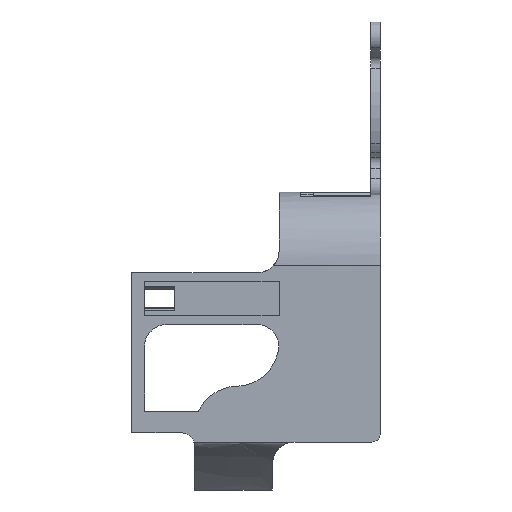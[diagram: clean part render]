
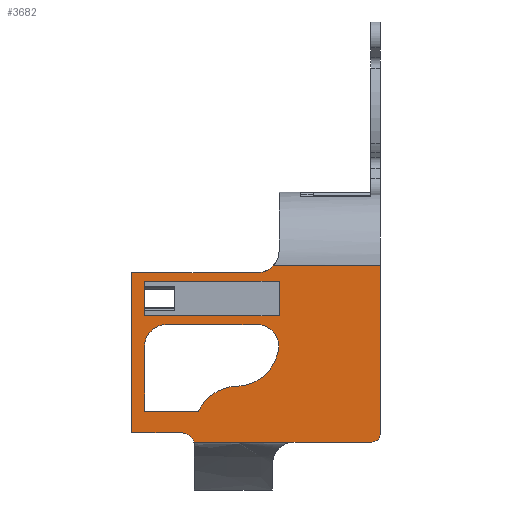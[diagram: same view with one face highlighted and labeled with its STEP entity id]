
A CAD part, left-side view. The second image highlights one B-rep face of the part: STEP entity #3682.
In plain terms, the highlighted planar face has unit normal (-1, 0, 0).
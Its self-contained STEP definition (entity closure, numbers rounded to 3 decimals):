
#28=B_SPLINE_CURVE_WITH_KNOTS('',3,(#5480,#5481,#5482,#5483),
 .UNSPECIFIED.,.F.,.F.,(4,4),(-0.007,0.),
 .UNSPECIFIED.);
#65=FACE_BOUND('',#408,.T.);
#66=FACE_BOUND('',#409,.T.);
#98=PLANE('',#3911);
#212=FACE_OUTER_BOUND('',#407,.T.);
#407=EDGE_LOOP('',(#2572,#2573,#2574,#2575,#2576,#2577,#2578,#2579,#2580,
#2581,#2582));
#408=EDGE_LOOP('',(#2583,#2584,#2585,#2586,#2587,#2588,#2589,#2590));
#409=EDGE_LOOP('',(#2591,#2592,#2593,#2594));
#604=LINE('',#5273,#979);
#615=LINE('',#5303,#990);
#642=LINE('',#5412,#1017);
#666=LINE('',#5477,#1041);
#667=LINE('',#5478,#1042);
#668=LINE('',#5485,#1043);
#669=LINE('',#5487,#1044);
#670=LINE('',#5491,#1045);
#671=LINE('',#5493,#1046);
#672=LINE('',#5496,#1047);
#673=LINE('',#5498,#1048);
#674=LINE('',#5506,#1049);
#675=LINE('',#5508,#1050);
#676=LINE('',#5510,#1051);
#677=LINE('',#5511,#1052);
#979=VECTOR('',#4220,10.);
#990=VECTOR('',#4247,10.);
#1017=VECTOR('',#4308,10.);
#1041=VECTOR('',#4358,10.);
#1042=VECTOR('',#4359,10.);
#1043=VECTOR('',#4360,10.);
#1044=VECTOR('',#4361,10.);
#1045=VECTOR('',#4364,10.);
#1046=VECTOR('',#4365,10.);
#1047=VECTOR('',#4368,10.);
#1048=VECTOR('',#4369,10.);
#1049=VECTOR('',#4376,10.);
#1050=VECTOR('',#4377,10.);
#1051=VECTOR('',#4378,10.);
#1052=VECTOR('',#4379,10.);
#1352=CIRCLE('',#3871,5.);
#1360=CIRCLE('',#3886,3.);
#1375=CIRCLE('',#3912,2.);
#1376=CIRCLE('',#3913,5.);
#1377=CIRCLE('',#3914,5.);
#1378=CIRCLE('',#3915,10.);
#1379=CIRCLE('',#3916,10.);
#1506=VERTEX_POINT('',#5263);
#1507=VERTEX_POINT('',#5264);
#1510=VERTEX_POINT('',#5272);
#1521=VERTEX_POINT('',#5302);
#1527=VERTEX_POINT('',#5318);
#1528=VERTEX_POINT('',#5319);
#1554=VERTEX_POINT('',#5410);
#1581=VERTEX_POINT('',#5475);
#1582=VERTEX_POINT('',#5476);
#1583=VERTEX_POINT('',#5479);
#1584=VERTEX_POINT('',#5484);
#1585=VERTEX_POINT('',#5486);
#1586=VERTEX_POINT('',#5488);
#1587=VERTEX_POINT('',#5490);
#1588=VERTEX_POINT('',#5492);
#1589=VERTEX_POINT('',#5494);
#1590=VERTEX_POINT('',#5497);
#1591=VERTEX_POINT('',#5499);
#1592=VERTEX_POINT('',#5501);
#1593=VERTEX_POINT('',#5504);
#1594=VERTEX_POINT('',#5505);
#1595=VERTEX_POINT('',#5507);
#1596=VERTEX_POINT('',#5509);
#1884=EDGE_CURVE('',#1506,#1507,#1352,.T.);
#1888=EDGE_CURVE('',#1510,#1507,#604,.T.);
#1903=EDGE_CURVE('',#1521,#1510,#615,.T.);
#1911=EDGE_CURVE('',#1527,#1528,#1360,.F.);
#1945=EDGE_CURVE('',#1554,#1521,#642,.T.);
#1976=EDGE_CURVE('',#1581,#1582,#666,.T.);
#1977=EDGE_CURVE('',#1527,#1582,#667,.T.);
#1978=EDGE_CURVE('',#1528,#1583,#28,.T.);
#1979=EDGE_CURVE('',#1583,#1584,#668,.T.);
#1980=EDGE_CURVE('',#1584,#1585,#669,.T.);
#1981=EDGE_CURVE('',#1586,#1585,#1375,.T.);
#1982=EDGE_CURVE('',#1587,#1586,#670,.T.);
#1983=EDGE_CURVE('',#1588,#1587,#671,.F.);
#1984=EDGE_CURVE('',#1589,#1588,#1376,.T.);
#1985=EDGE_CURVE('',#1589,#1581,#672,.T.);
#1986=EDGE_CURVE('',#1590,#1506,#673,.T.);
#1987=EDGE_CURVE('',#1590,#1591,#1377,.F.);
#1988=EDGE_CURVE('',#1592,#1591,#1378,.T.);
#1989=EDGE_CURVE('',#1554,#1592,#1379,.T.);
#1990=EDGE_CURVE('',#1593,#1594,#674,.T.);
#1991=EDGE_CURVE('',#1595,#1593,#675,.T.);
#1992=EDGE_CURVE('',#1595,#1596,#676,.T.);
#1993=EDGE_CURVE('',#1596,#1594,#677,.T.);
#2572=ORIENTED_EDGE('',*,*,#1976,.T.);
#2573=ORIENTED_EDGE('',*,*,#1977,.F.);
#2574=ORIENTED_EDGE('',*,*,#1911,.T.);
#2575=ORIENTED_EDGE('',*,*,#1978,.T.);
#2576=ORIENTED_EDGE('',*,*,#1979,.T.);
#2577=ORIENTED_EDGE('',*,*,#1980,.T.);
#2578=ORIENTED_EDGE('',*,*,#1981,.F.);
#2579=ORIENTED_EDGE('',*,*,#1982,.F.);
#2580=ORIENTED_EDGE('',*,*,#1983,.F.);
#2581=ORIENTED_EDGE('',*,*,#1984,.F.);
#2582=ORIENTED_EDGE('',*,*,#1985,.T.);
#2583=ORIENTED_EDGE('',*,*,#1945,.T.);
#2584=ORIENTED_EDGE('',*,*,#1903,.T.);
#2585=ORIENTED_EDGE('',*,*,#1888,.T.);
#2586=ORIENTED_EDGE('',*,*,#1884,.F.);
#2587=ORIENTED_EDGE('',*,*,#1986,.F.);
#2588=ORIENTED_EDGE('',*,*,#1987,.T.);
#2589=ORIENTED_EDGE('',*,*,#1988,.F.);
#2590=ORIENTED_EDGE('',*,*,#1989,.F.);
#2591=ORIENTED_EDGE('',*,*,#1990,.F.);
#2592=ORIENTED_EDGE('',*,*,#1991,.F.);
#2593=ORIENTED_EDGE('',*,*,#1992,.T.);
#2594=ORIENTED_EDGE('',*,*,#1993,.T.);
#3682=ADVANCED_FACE('',(#212,#65,#66),#98,.T.);
#3871=AXIS2_PLACEMENT_3D('',#5265,#4212,#4213);
#3886=AXIS2_PLACEMENT_3D('',#5320,#4261,#4262);
#3911=AXIS2_PLACEMENT_3D('',#5474,#4356,#4357);
#3912=AXIS2_PLACEMENT_3D('',#5489,#4362,#4363);
#3913=AXIS2_PLACEMENT_3D('',#5495,#4366,#4367);
#3914=AXIS2_PLACEMENT_3D('',#5500,#4370,#4371);
#3915=AXIS2_PLACEMENT_3D('',#5502,#4372,#4373);
#3916=AXIS2_PLACEMENT_3D('',#5503,#4374,#4375);
#4212=DIRECTION('center_axis',(-1.,0.,0.));
#4213=DIRECTION('ref_axis',(0.,0.707,0.707));
#4220=DIRECTION('',(0.,0.,1.));
#4247=DIRECTION('',(0.,1.,0.));
#4261=DIRECTION('center_axis',(-1.,0.,0.));
#4262=DIRECTION('ref_axis',(0.,-0.707,0.707));
#4308=DIRECTION('',(0.,0.,-1.));
#4356=DIRECTION('center_axis',(-1.,0.,0.));
#4357=DIRECTION('ref_axis',(0.,1.,0.));
#4358=DIRECTION('',(0.,0.,-1.));
#4359=DIRECTION('',(0.,1.,0.));
#4360=DIRECTION('',(0.,-1.,0.));
#4361=DIRECTION('',(0.,-1.,0.));
#4362=DIRECTION('center_axis',(1.,0.,0.));
#4363=DIRECTION('ref_axis',(0.,-0.707,-0.707));
#4364=DIRECTION('',(0.,0.,-1.));
#4365=DIRECTION('',(0.,1.,0.));
#4366=DIRECTION('center_axis',(-1.,0.,0.));
#4367=DIRECTION('ref_axis',(0.,-0.707,-0.707));
#4368=DIRECTION('',(0.,1.,0.));
#4369=DIRECTION('',(0.,1.,0.));
#4370=DIRECTION('center_axis',(-1.,0.,0.));
#4371=DIRECTION('ref_axis',(0.,0.,-1.));
#4372=DIRECTION('center_axis',(-1.,0.,0.));
#4373=DIRECTION('ref_axis',(0.,-0.707,-0.707));
#4374=DIRECTION('center_axis',(1.,0.,0.));
#4375=DIRECTION('ref_axis',(0.,-1.,0.));
#4376=DIRECTION('',(0.,0.,-1.));
#4377=DIRECTION('',(0.,1.,0.));
#4378=DIRECTION('',(0.,0.,-1.));
#4379=DIRECTION('',(0.,1.,0.));
#5263=CARTESIAN_POINT('',(-32.5,-28.,5.75));
#5264=CARTESIAN_POINT('',(-32.5,-23.,0.75));
#5265=CARTESIAN_POINT('Origin',(-32.5,-28.,0.75));
#5272=CARTESIAN_POINT('',(-32.5,-23.,-14.25));
#5273=CARTESIAN_POINT('',(-32.5,-23.,11.025));
#5302=CARTESIAN_POINT('',(-32.5,-35.5,-14.25));
#5303=CARTESIAN_POINT('',(-32.5,-56.225,-14.25));
#5318=CARTESIAN_POINT('',(-32.5,-31.5,-19.25));
#5319=CARTESIAN_POINT('',(-32.5,-34.371,-21.38));
#5320=CARTESIAN_POINT('Origin',(-32.5,-31.5,-22.25));
#5410=CARTESIAN_POINT('',(-32.5,-35.5,-14.116));
#5412=CARTESIAN_POINT('',(-32.5,-35.5,21.025));
#5474=CARTESIAN_POINT('Origin',(-32.5,-76.95,36.3));
#5475=CARTESIAN_POINT('',(-32.5,-20.,17.75));
#5476=CARTESIAN_POINT('',(-32.5,-20.,-19.25));
#5477=CARTESIAN_POINT('',(-32.5,-20.,5.75));
#5478=CARTESIAN_POINT('',(-32.5,-20.,-19.25));
#5479=CARTESIAN_POINT('',(-32.5,-34.5,-21.38));
#5480=CARTESIAN_POINT('Ctrl Pts',(-32.5,-34.371,-21.38));
#5481=CARTESIAN_POINT('Ctrl Pts',(-32.5,-34.414,-21.38));
#5482=CARTESIAN_POINT('Ctrl Pts',(-32.5,-34.457,-21.38));
#5483=CARTESIAN_POINT('Ctrl Pts',(-32.5,-34.5,-21.38));
#5484=CARTESIAN_POINT('',(-32.5,-57.5,-21.38));
#5485=CARTESIAN_POINT('',(-32.5,-76.95,-21.38));
#5486=CARTESIAN_POINT('',(-32.5,-75.45,-21.38));
#5487=CARTESIAN_POINT('',(-32.5,-76.95,-21.38));
#5488=CARTESIAN_POINT('',(-32.5,-77.45,-19.38));
#5489=CARTESIAN_POINT('Origin',(-32.5,-75.45,-19.38));
#5490=CARTESIAN_POINT('',(-32.5,-77.45,19.3));
#5491=CARTESIAN_POINT('',(-32.5,-77.45,36.3));
#5492=CARTESIAN_POINT('',(-32.5,-52.669,19.3));
#5493=CARTESIAN_POINT('',(-32.5,-65.5,19.3));
#5494=CARTESIAN_POINT('',(-32.5,-49.05,17.75));
#5495=CARTESIAN_POINT('Origin',(-32.5,-49.05,22.75));
#5496=CARTESIAN_POINT('',(-32.5,-54.05,17.75));
#5497=CARTESIAN_POINT('',(-32.5,-48.99,5.75));
#5498=CARTESIAN_POINT('',(-32.5,-54.05,5.75));
#5499=CARTESIAN_POINT('',(-32.5,-53.931,-0.02));
#5500=CARTESIAN_POINT('Origin',(-32.5,-48.99,0.75));
#5501=CARTESIAN_POINT('',(-32.5,-44.275,-8.477));
#5502=CARTESIAN_POINT('Origin',(-32.5,-44.05,1.52));
#5503=CARTESIAN_POINT('Origin',(-32.5,-44.5,-18.475));
#5504=CARTESIAN_POINT('',(-32.5,-23.,15.75));
#5505=CARTESIAN_POINT('',(-32.5,-23.,7.75));
#5506=CARTESIAN_POINT('',(-32.5,-23.,9.75));
#5507=CARTESIAN_POINT('',(-32.5,-54.05,15.75));
#5508=CARTESIAN_POINT('',(-32.5,-54.05,15.75));
#5509=CARTESIAN_POINT('',(-32.5,-54.05,7.75));
#5510=CARTESIAN_POINT('',(-32.5,-54.05,30.3));
#5511=CARTESIAN_POINT('',(-32.5,-54.05,7.75));
